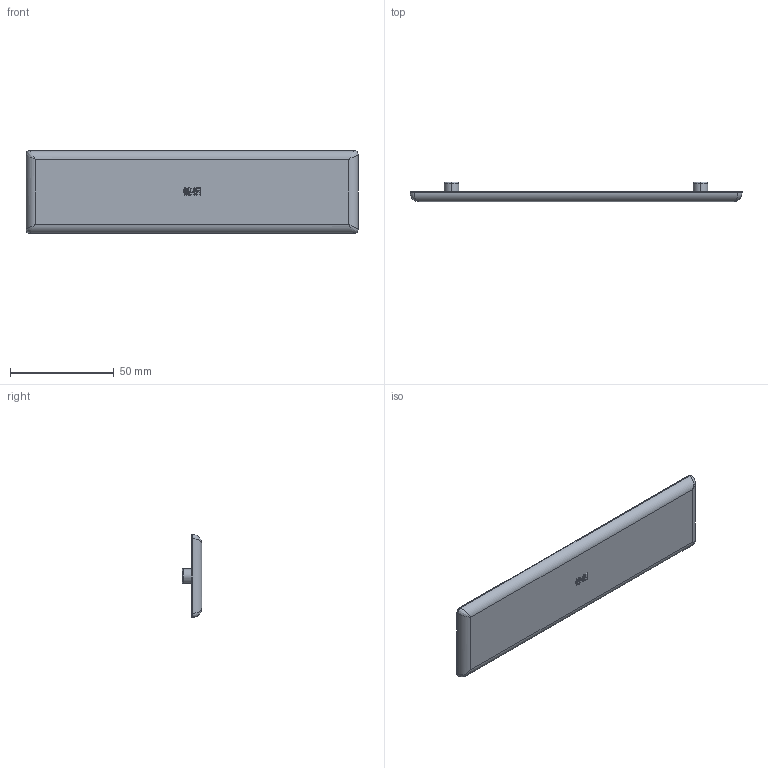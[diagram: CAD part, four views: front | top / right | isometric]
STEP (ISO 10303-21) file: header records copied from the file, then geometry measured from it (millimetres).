
FILE_DESCRIPTION (( 'STEP AP203' ), '1' );
FILE_NAME ('韁梓40160傷裔.STEP', '2019-07-31T05:38:20', ( 'User' ), ( 'China' ), 'SwSTEP 2.0', 'SolidWorks 2015', '' );
FILE_SCHEMA (( 'CONFIG_CONTROL_DESIGN' ));
Length unit declared in the file: millimetre
Products named in the file (1): 韁梓40160傷裔
Bounding box: 160 x 9.5 x 40 mm (x, y, z)
Volume: 11595.6 mm3; surface area: 15969.2 mm2
Topology: 1 solids, 1 shells, 193 faces, 519 edges, 338 vertices
Faces by surface type: plane 141, bspline 36, cylinder 16
Entity records: 7326 total; most frequent: CARTESIAN_POINT 2663, ORIENTED_EDGE 1030, DIRECTION 791, EDGE_CURVE 515, LINE 419, VECTOR 419, VERTEX_POINT 338, EDGE_LOOP 207
